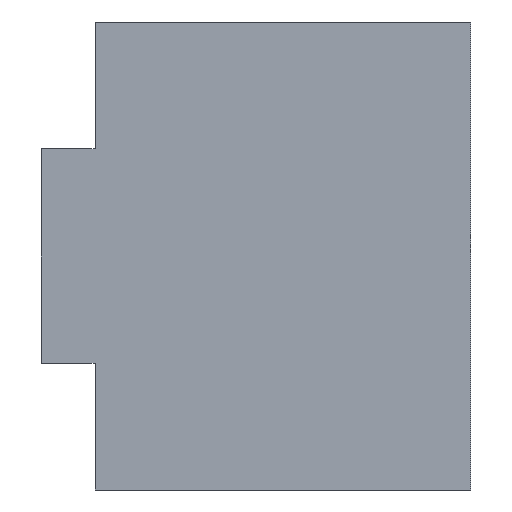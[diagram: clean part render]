
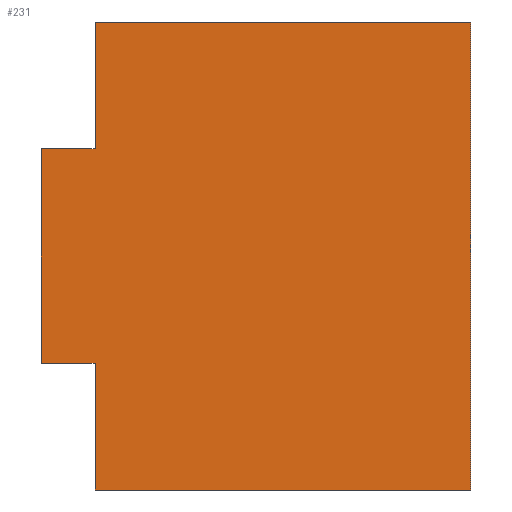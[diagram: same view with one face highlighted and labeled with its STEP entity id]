
A CAD part, front view. The second image highlights one B-rep face of the part: STEP entity #231.
In plain terms, the highlighted planar face has unit normal (0, -1, 0).
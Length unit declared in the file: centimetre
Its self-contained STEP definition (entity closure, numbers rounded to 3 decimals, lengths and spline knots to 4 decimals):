
#37=FACE_OUTER_BOUND('',#54,.T.);
#54=EDGE_LOOP('',(#193,#194,#195,#196,#197,#198,#199,#200));
#65=LINE('',#329,#89);
#68=LINE('',#338,#92);
#70=LINE('',#343,#94);
#74=LINE('',#350,#98);
#78=LINE('',#362,#102);
#81=LINE('',#367,#105);
#82=LINE('',#369,#106);
#83=LINE('',#370,#107);
#89=VECTOR('',#266,1.7444);
#92=VECTOR('',#275,1.4);
#94=VECTOR('',#279,0.4722);
#98=VECTOR('',#283,0.4722);
#102=VECTOR('',#293,0.8);
#105=VECTOR('',#300,0.2);
#106=VECTOR('',#303,0.2);
#107=VECTOR('',#304,1.4);
#112=VERTEX_POINT('',#326);
#113=VERTEX_POINT('',#328);
#116=VERTEX_POINT('',#336);
#117=VERTEX_POINT('',#340);
#118=VERTEX_POINT('',#342);
#121=VERTEX_POINT('',#348);
#124=VERTEX_POINT('',#356);
#126=VERTEX_POINT('',#360);
#133=EDGE_CURVE('',#113,#112,#65,.T.);
#138=EDGE_CURVE('',#112,#116,#68,.T.);
#140=EDGE_CURVE('',#118,#117,#70,.T.);
#144=EDGE_CURVE('',#116,#121,#74,.T.);
#149=EDGE_CURVE('',#124,#126,#78,.T.);
#152=EDGE_CURVE('',#121,#124,#81,.T.);
#153=EDGE_CURVE('',#126,#118,#82,.T.);
#154=EDGE_CURVE('',#117,#113,#83,.T.);
#193=ORIENTED_EDGE('',*,*,#149,.T.);
#194=ORIENTED_EDGE('',*,*,#153,.T.);
#195=ORIENTED_EDGE('',*,*,#140,.T.);
#196=ORIENTED_EDGE('',*,*,#154,.T.);
#197=ORIENTED_EDGE('',*,*,#133,.T.);
#198=ORIENTED_EDGE('',*,*,#138,.T.);
#199=ORIENTED_EDGE('',*,*,#144,.T.);
#200=ORIENTED_EDGE('',*,*,#152,.T.);
#219=PLANE('',#249);
#231=ADVANCED_FACE('',(#37),#219,.T.);
#249=AXIS2_PLACEMENT_3D('',#368,#301,#302);
#266=DIRECTION('',(0.,0.,1.));
#275=DIRECTION('',(-1.,0.,0.));
#279=DIRECTION('',(0.,0.,-1.));
#283=DIRECTION('',(0.,0.,-1.));
#293=DIRECTION('',(0.,0.,-1.));
#300=DIRECTION('',(-1.,0.,0.));
#301=DIRECTION('center_axis',(0.,-1.,0.));
#302=DIRECTION('ref_axis',(1.,0.,0.));
#303=DIRECTION('',(1.,0.,0.));
#304=DIRECTION('',(1.,0.,0.));
#326=CARTESIAN_POINT('',(6.4,-13.2,4.9));
#328=CARTESIAN_POINT('',(6.4,-13.2,3.1556));
#329=CARTESIAN_POINT('',(6.4,-13.2,3.8639));
#336=CARTESIAN_POINT('',(5.,-13.2,4.9));
#338=CARTESIAN_POINT('',(6.65,-13.2,4.9));
#340=CARTESIAN_POINT('',(5.,-13.2,3.1556));
#342=CARTESIAN_POINT('',(5.,-13.2,3.6278));
#343=CARTESIAN_POINT('',(5.,-13.2,3.3639));
#348=CARTESIAN_POINT('',(5.,-13.2,4.4278));
#350=CARTESIAN_POINT('',(5.,-13.2,3.3639));
#356=CARTESIAN_POINT('',(4.8,-13.2,4.4278));
#360=CARTESIAN_POINT('',(4.8,-13.2,3.6278));
#362=CARTESIAN_POINT('',(4.8,-13.2,4.0278));
#367=CARTESIAN_POINT('',(5.,-13.2,4.4278));
#368=CARTESIAN_POINT('Origin',(5.7,-13.2,4.0278));
#369=CARTESIAN_POINT('',(5.,-13.2,3.6278));
#370=CARTESIAN_POINT('',(6.05,-13.2,3.1556));
